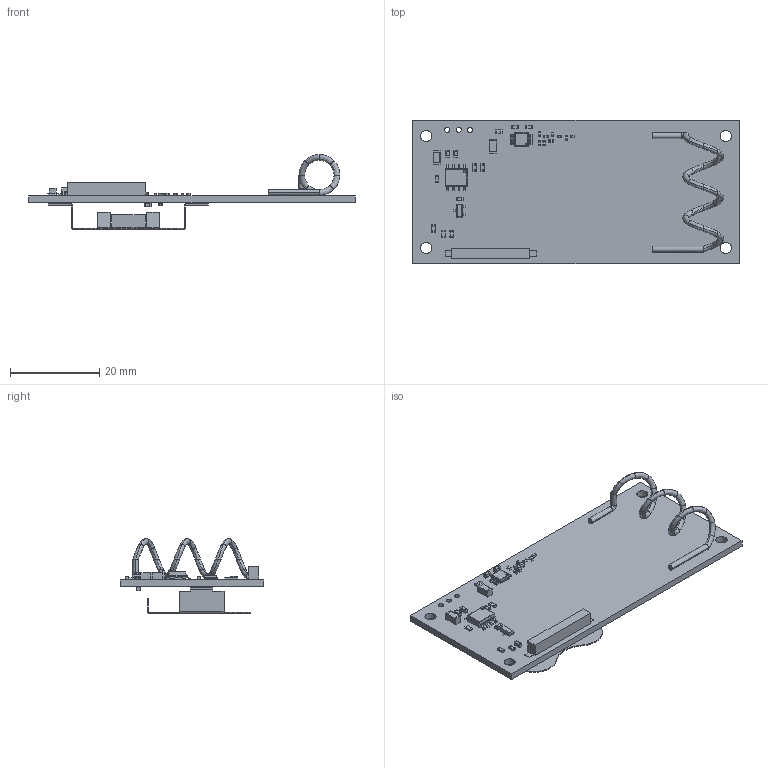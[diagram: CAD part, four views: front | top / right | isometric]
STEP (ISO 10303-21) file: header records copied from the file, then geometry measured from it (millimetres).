
FILE_DESCRIPTION(('KiCad electronic assembly'),'2;1');
FILE_NAME('sensor.step','2025-10-16T11:03:11',('Pcbnew'),('Kicad'), 'Open CASCADE STEP processor 7.6','KiCad to STEP converter','Unknown' );
FILE_SCHEMA(('AUTOMOTIVE_DESIGN { 1 0 10303 214 1 1 1 1 }'));
Length unit declared in the file: millimetre
Products named in the file (25): sensor 1; C_0402_1005Metric; C_0603_1608Metric; MASM-14R-8-10; Body; Pins; ATTINY202-SSN; PinsArrayLR; L_0402_1005Metric; R_0603_1608Metric; BLM18KG601SN1D; TPS3839L30DBZR; BODY-SOT; LEAD-SOT; PIN1-ID; TIEBAR; ANT-868-HESM; C_1206_3216Metric; Si4012-C1001GTR; BAT-HLD-006-SMT; L_0603_1608Metric; sensor_PCB
Assembly tree (44 placements, depth 3):
  sensor 1
    C_0402_1005Metric  x6
    C_0603_1608Metric  x6
    MASM-14R-8-10
      Body
      Pins
    ATTINY202-SSN
      Body
      PinsArrayLR
    L_0402_1005Metric  x4
    R_0603_1608Metric  x5
    BLM18KG601SN1D
    TPS3839L30DBZR
      BODY-SOT
      LEAD-SOT  x3
      PIN1-ID
      TIEBAR
    ANT-868-HESM
    C_1206_3216Metric  x2
    Si4012-C1001GTR
      Body
      PinsArrayLR
    BAT-HLD-006-SMT
    L_0603_1608Metric
    sensor_PCB
Bounding box: 73 x 32 x 16.74 mm (x, y, z)
Volume: 4039.7 mm3; surface area: 7164.8 mm2
Topology: 58 solids, 58 shells, 1242 faces, 3119 edges, 2026 vertices
Faces by surface type: plane 766, cylinder 422, bspline 46, sphere 8
Full cylindrical faces by diameter (mm): 0.375 x1, 0.487 x1, 1.15 x3, 2.5 x4
Entity records: 26779 total; most frequent: CARTESIAN_POINT 9211, ORIENTED_EDGE 3518, DIRECTION 3503, EDGE_CURVE 1759, LINE 1245, VECTOR 1245, VERTEX_POINT 1130, AXIS2_PLACEMENT_3D 1129
